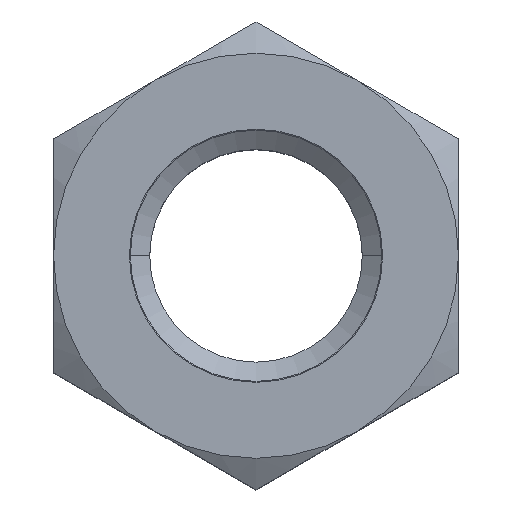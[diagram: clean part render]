
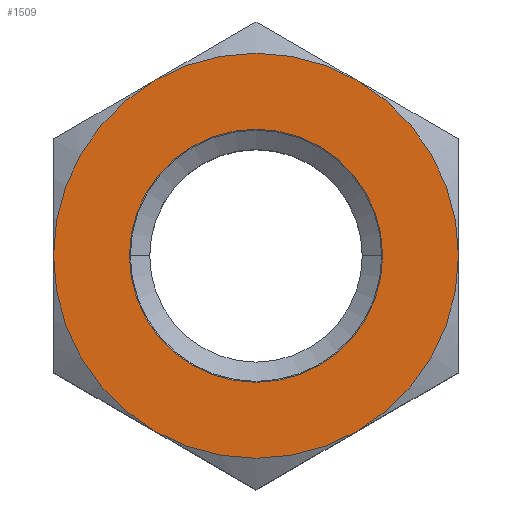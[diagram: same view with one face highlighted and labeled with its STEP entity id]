
A CAD part, top view. The second image highlights one B-rep face of the part: STEP entity #1509.
In plain terms, the highlighted planar face has unit normal (0, 0, 1).
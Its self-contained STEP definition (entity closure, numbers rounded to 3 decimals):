
#2 = CARTESIAN_POINT ( 'NONE',  ( -2., -3.464, 0. ) ) ;
#60 = CARTESIAN_POINT ( 'NONE',  ( 0., 0., 0. ) ) ;
#63 = VERTEX_POINT ( 'NONE', #1194 ) ;
#70 = CARTESIAN_POINT ( 'NONE',  ( 0., 0., 0. ) ) ;
#84 = CARTESIAN_POINT ( 'NONE',  ( -4., 0., 0. ) ) ;
#99 = CARTESIAN_POINT ( 'NONE',  ( 0., 0., 0. ) ) ;
#124 = ORIENTED_EDGE ( 'NONE', *, *, #788, .F. ) ;
#139 = CARTESIAN_POINT ( 'NONE',  ( 0., 0., 0. ) ) ;
#163 = ORIENTED_EDGE ( 'NONE', *, *, #678, .F. ) ;
#210 = DIRECTION ( 'NONE',  ( -1., 0., 0. ) ) ;
#237 = DIRECTION ( 'NONE',  ( -1., 0., 0. ) ) ;
#253 = CARTESIAN_POINT ( 'NONE',  ( -2.5, 0., 0. ) ) ;
#273 = AXIS2_PLACEMENT_3D ( 'NONE', #1358, #570, #1497 ) ;
#277 = DIRECTION ( 'NONE',  ( 0., 0., 1. ) ) ;
#279 = DIRECTION ( 'NONE',  ( -1., 0., 0. ) ) ;
#289 = ORIENTED_EDGE ( 'NONE', *, *, #412, .T. ) ;
#318 = CIRCLE ( 'NONE', #1127, 4. ) ;
#341 = AXIS2_PLACEMENT_3D ( 'NONE', #70, #985, #210 ) ;
#367 = ORIENTED_EDGE ( 'NONE', *, *, #1084, .F. ) ;
#374 = AXIS2_PLACEMENT_3D ( 'NONE', #139, #1061, #279 ) ;
#405 = CIRCLE ( 'NONE', #1558, 4. ) ;
#412 = EDGE_CURVE ( 'NONE', #435, #1430, #1077, .T. ) ;
#417 = DIRECTION ( 'NONE',  ( 0., 0., -1. ) ) ;
#435 = VERTEX_POINT ( 'NONE', #528 ) ;
#493 = ORIENTED_EDGE ( 'NONE', *, *, #1208, .F. ) ;
#518 = CARTESIAN_POINT ( 'NONE',  ( 0., 0., 0. ) ) ;
#528 = CARTESIAN_POINT ( 'NONE',  ( 4., 0., 0. ) ) ;
#562 = AXIS2_PLACEMENT_3D ( 'NONE', #1059, #277, #1191 ) ;
#570 = DIRECTION ( 'NONE',  ( 0., 0., 1. ) ) ;
#585 = CIRCLE ( 'NONE', #374, 4. ) ;
#650 = DIRECTION ( 'NONE',  ( -1., 0., 0. ) ) ;
#678 = EDGE_CURVE ( 'NONE', #1148, #63, #405, .T. ) ;
#684 = CARTESIAN_POINT ( 'NONE',  ( 2., -3.464, 0. ) ) ;
#686 = VERTEX_POINT ( 'NONE', #1173 ) ;
#690 = DIRECTION ( 'NONE',  ( 0., 0., -1. ) ) ;
#764 = EDGE_LOOP ( 'NONE', ( #163, #124, #493, #367, #289, #1460 ) ) ;
#788 = EDGE_CURVE ( 'NONE', #845, #1148, #585, .T. ) ;
#804 = CARTESIAN_POINT ( 'NONE',  ( 2., 3.464, 0. ) ) ;
#845 = VERTEX_POINT ( 'NONE', #2 ) ;
#873 = ORIENTED_EDGE ( 'NONE', *, *, #1363, .F. ) ;
#932 = DIRECTION ( 'NONE',  ( 1., 0., 0. ) ) ;
#985 = DIRECTION ( 'NONE',  ( 0., 0., -1. ) ) ;
#989 = FACE_BOUND ( 'NONE', #1496, .T. ) ;
#990 = DIRECTION ( 'NONE',  ( 0., 0., 1. ) ) ;
#1017 = DIRECTION ( 'NONE',  ( 0., 0., -1. ) ) ;
#1059 = CARTESIAN_POINT ( 'NONE',  ( 0., 0., 0. ) ) ;
#1061 = DIRECTION ( 'NONE',  ( 0., 0., -1. ) ) ;
#1077 = CIRCLE ( 'NONE', #1220, 4. ) ;
#1084 = EDGE_CURVE ( 'NONE', #435, #1489, #1178, .T. ) ;
#1086 = AXIS2_PLACEMENT_3D ( 'NONE', #1204, #417, #1335 ) ;
#1127 = AXIS2_PLACEMENT_3D ( 'NONE', #99, #1017, #237 ) ;
#1148 = VERTEX_POINT ( 'NONE', #84 ) ;
#1160 = CIRCLE ( 'NONE', #562, 2.5 ) ;
#1173 = CARTESIAN_POINT ( 'NONE',  ( 2.5, 0., 0. ) ) ;
#1178 = CIRCLE ( 'NONE', #341, 4. ) ;
#1191 = DIRECTION ( 'NONE',  ( 1., 0., 0. ) ) ;
#1194 = CARTESIAN_POINT ( 'NONE',  ( -2., 3.464, 0. ) ) ;
#1204 = CARTESIAN_POINT ( 'NONE',  ( 0., 0., 0. ) ) ;
#1208 = EDGE_CURVE ( 'NONE', #1489, #845, #318, .T. ) ;
#1211 = CARTESIAN_POINT ( 'NONE',  ( 0., 4.619, 0. ) ) ;
#1215 = CIRCLE ( 'NONE', #273, 2.5 ) ;
#1220 = AXIS2_PLACEMENT_3D ( 'NONE', #60, #990, #932 ) ;
#1265 = ORIENTED_EDGE ( 'NONE', *, *, #1548, .F. ) ;
#1335 = DIRECTION ( 'NONE',  ( -1., 0., 0. ) ) ;
#1358 = CARTESIAN_POINT ( 'NONE',  ( 0., 0., 0. ) ) ;
#1363 = EDGE_CURVE ( 'NONE', #1725, #686, #1160, .T. ) ;
#1416 = EDGE_CURVE ( 'NONE', #63, #1430, #1432, .T. ) ;
#1430 = VERTEX_POINT ( 'NONE', #804 ) ;
#1432 = CIRCLE ( 'NONE', #1086, 4. ) ;
#1444 = DIRECTION ( 'NONE',  ( 0., 0., -1. ) ) ;
#1460 = ORIENTED_EDGE ( 'NONE', *, *, #1416, .F. ) ;
#1488 = PLANE ( 'NONE',  #1719 ) ;
#1489 = VERTEX_POINT ( 'NONE', #684 ) ;
#1496 = EDGE_LOOP ( 'NONE', ( #1265, #873 ) ) ;
#1497 = DIRECTION ( 'NONE',  ( 1., 0., 0. ) ) ;
#1509 = ADVANCED_FACE ( 'NONE', ( #1703, #989 ), #1488, .F. ) ;
#1548 = EDGE_CURVE ( 'NONE', #686, #1725, #1215, .T. ) ;
#1558 = AXIS2_PLACEMENT_3D ( 'NONE', #518, #1444, #650 ) ;
#1625 = DIRECTION ( 'NONE',  ( -1., 0., 0. ) ) ;
#1703 = FACE_OUTER_BOUND ( 'NONE', #764, .T. ) ;
#1719 = AXIS2_PLACEMENT_3D ( 'NONE', #1211, #690, #1625 ) ;
#1725 = VERTEX_POINT ( 'NONE', #253 ) ;
